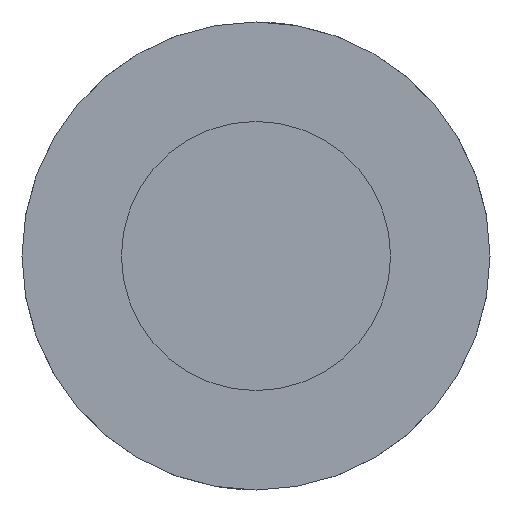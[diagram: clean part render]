
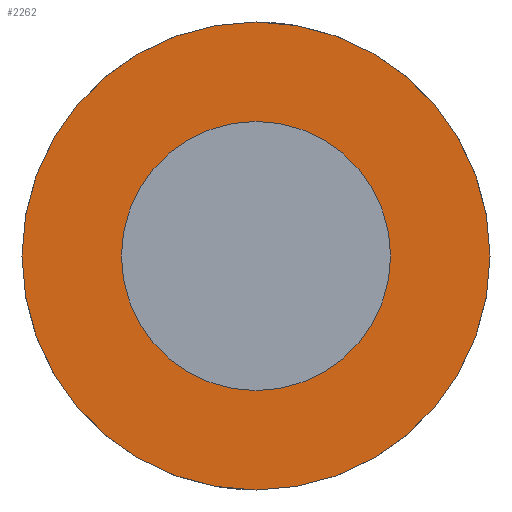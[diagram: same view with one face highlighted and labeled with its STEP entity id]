
A CAD part, left-side view. The second image highlights one B-rep face of the part: STEP entity #2262.
In plain terms, the highlighted face is planar.
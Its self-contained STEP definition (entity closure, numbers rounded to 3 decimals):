
#1299=CARTESIAN_POINT('',(0.,0.,0.));
#1300=DIRECTION('',(0.,0.,-1.));
#1301=DIRECTION('',(-1.,0.,0.));
#1302=AXIS2_PLACEMENT_3D('',#1299,#1300,#1301);
#1307=CARTESIAN_POINT('',(0.,0.,0.));
#1308=DIRECTION('',(0.,0.,1.));
#1309=DIRECTION('',(-1.,0.,0.));
#1310=AXIS2_PLACEMENT_3D('',#1307,#1308,#1309);
#1329=CARTESIAN_POINT('',(0.,0.,0.));
#1330=DIRECTION('',(0.,0.,1.));
#1331=DIRECTION('',(-1.,0.,0.));
#1332=AXIS2_PLACEMENT_3D('',#1329,#1330,#1331);
#1337=CARTESIAN_POINT('',(0.,0.,0.));
#1338=DIRECTION('',(0.,0.,-1.));
#1339=DIRECTION('',(-1.,0.,0.));
#1340=AXIS2_PLACEMENT_3D('',#1337,#1338,#1339);
#1362=CARTESIAN_POINT('',(-40.,0.,0.));
#1364=VERTEX_POINT('',#1362);
#1365=CARTESIAN_POINT('',(-23.,0.,0.));
#1367=VERTEX_POINT('',#1365);
#1370=CARTESIAN_POINT('',(40.,0.,0.));
#1372=VERTEX_POINT('',#1370);
#1373=CARTESIAN_POINT('',(23.,0.,0.));
#1375=VERTEX_POINT('',#1373);
#2247=CARTESIAN_POINT('',(0.,0.,0.));
#2248=DIRECTION('',(0.,0.,-1.));
#2249=DIRECTION('',(1.,0.,0.));
#2250=AXIS2_PLACEMENT_3D('',#2247,#2248,#2249);
#2251=PLANE('',#2250);
#2252=ORIENTED_EDGE('',*,*,#2240,.T.);
#2253=ORIENTED_EDGE('',*,*,#2225,.F.);
#2254=EDGE_LOOP('',(#2252,#2253));
#2255=FACE_OUTER_BOUND('',#2254,.F.);
#2257=ORIENTED_EDGE('',*,*,#2256,.T.);
#2259=ORIENTED_EDGE('',*,*,#2258,.F.);
#2260=EDGE_LOOP('',(#2257,#2259));
#2261=FACE_BOUND('',#2260,.F.);
#1303=CIRCLE('',#1302,40.);
#1311=CIRCLE('',#1310,40.);
#1333=CIRCLE('',#1332,23.);
#1341=CIRCLE('',#1340,23.);
#2225=EDGE_CURVE('',#1364,#1372,#1311,.T.);
#2240=EDGE_CURVE('',#1364,#1372,#1303,.T.);
#2256=EDGE_CURVE('',#1367,#1375,#1333,.T.);
#2258=EDGE_CURVE('',#1367,#1375,#1341,.T.);
#2262=ADVANCED_FACE('',(#2255,#2261),#2251,.F.);
